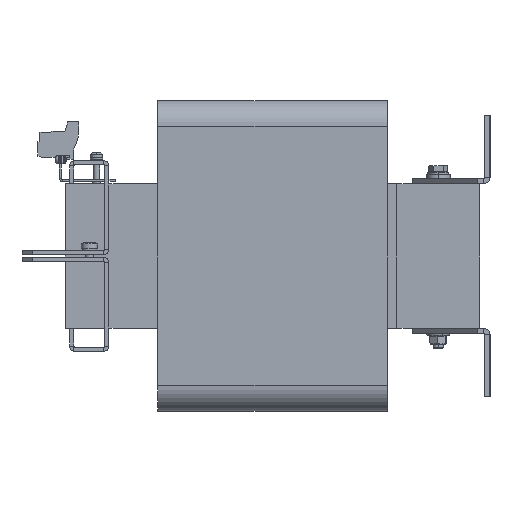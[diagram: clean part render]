
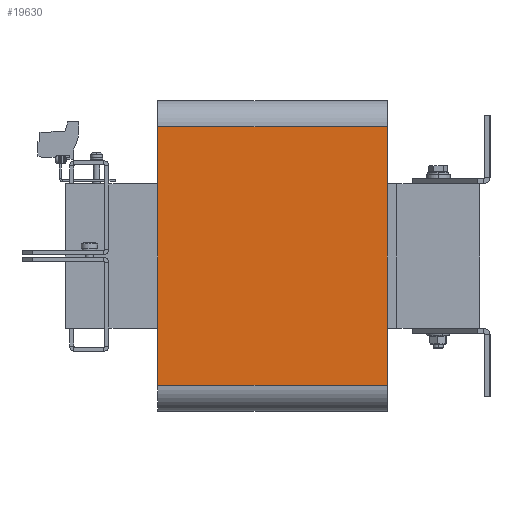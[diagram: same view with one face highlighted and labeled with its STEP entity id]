
A CAD part, left-side view. The second image highlights one B-rep face of the part: STEP entity #19630.
In plain terms, the highlighted planar face has unit normal (-1, 0, 0).
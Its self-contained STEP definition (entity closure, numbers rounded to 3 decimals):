
#1352 = CARTESIAN_POINT ( 'NONE',  ( -239., 111., -125. ) ) ;
#1496 = CARTESIAN_POINT ( 'NONE',  ( -239., 111., 0. ) ) ;
#1575 = CARTESIAN_POINT ( 'NONE',  ( -239., 111., 125. ) ) ;
#1600 = EDGE_CURVE ( 'Defeature ausgef�hrt2_55+Defeature ausgef�hrt2_52+Defeature ausgef�hrt2_56+Defeature ausgef�hrt2_54', #13842, #6777, #12213, .T. ) ;
#1832 = CARTESIAN_POINT ( 'NONE',  ( -239., 111., -125. ) ) ;
#2296 = CARTESIAN_POINT ( 'NONE',  ( -239., -111., -125. ) ) ;
#2400 = ORIENTED_EDGE ( 'NONE', *, *, #22259, .F. ) ;
#2687 = VECTOR ( 'NONE', #22002, 1000. ) ;
#3426 = VECTOR ( 'NONE', #9711, 1000. ) ;
#3769 = ORIENTED_EDGE ( 'NONE', *, *, #1600, .T. ) ;
#4762 = CARTESIAN_POINT ( 'NONE',  ( -239., -111., 125. ) ) ;
#5050 = DIRECTION ( 'NONE',  ( 0., 1., 0. ) ) ;
#5739 = CARTESIAN_POINT ( 'NONE',  ( -239., 111., 0. ) ) ;
#6093 = ORIENTED_EDGE ( 'NONE', *, *, #6442, .T. ) ;
#6442 = EDGE_CURVE ( 'Defeature ausgef�hrt2_55+Defeature ausgef�hrt2_54+Defeature ausgef�hrt2_52+Defeature ausgef�hrt2_51', #6777, #20384, #17751, .T. ) ;
#6753 = VERTEX_POINT ( 'NONE', #4762 ) ;
#6777 = VERTEX_POINT ( 'NONE', #1352 ) ;
#6788 = PLANE ( 'NONE',  #19876 ) ;
#8472 = VECTOR ( 'NONE', #12406, 1000. ) ;
#9711 = DIRECTION ( 'NONE',  ( 0., -1., 0. ) ) ;
#10215 = EDGE_CURVE ( 'Defeature ausgef�hrt2_56+Defeature ausgef�hrt2_55+Defeature ausgef�hrt2_52+Defeature ausgef�hrt2_51', #13842, #6753, #15199, .T. ) ;
#10826 = ORIENTED_EDGE ( 'NONE', *, *, #10215, .F. ) ;
#11462 = LINE ( 'NONE', #17622, #15635 ) ;
#12213 = LINE ( 'NONE', #5739, #2687 ) ;
#12406 = DIRECTION ( 'NONE',  ( 0., -1., 0. ) ) ;
#13688 = EDGE_LOOP ( 'NONE', ( #2400, #10826, #3769, #6093 ) ) ;
#13842 = VERTEX_POINT ( 'NONE', #1575 ) ;
#15199 = LINE ( 'NONE', #16476, #3426 ) ;
#15635 = VECTOR ( 'NONE', #19429, 1000. ) ;
#16476 = CARTESIAN_POINT ( 'NONE',  ( -239., 111., 125. ) ) ;
#17509 = DIRECTION ( 'NONE',  ( -1., 0., 0. ) ) ;
#17622 = CARTESIAN_POINT ( 'NONE',  ( -239., -111., 0. ) ) ;
#17751 = LINE ( 'NONE', #1832, #8472 ) ;
#19429 = DIRECTION ( 'NONE',  ( 0., 0., -1. ) ) ;
#19630 = ADVANCED_FACE ( 'Defeature ausgef�hrt2_55', ( #22474 ), #6788, .T. ) ;
#19876 = AXIS2_PLACEMENT_3D ( 'NONE', #1496, #17509, #5050 ) ;
#20384 = VERTEX_POINT ( 'NONE', #2296 ) ;
#22002 = DIRECTION ( 'NONE',  ( 0., 0., -1. ) ) ;
#22259 = EDGE_CURVE ( 'Defeature ausgef�hrt2_51+Defeature ausgef�hrt2_55+Defeature ausgef�hrt2_56+Defeature ausgef�hrt2_54', #6753, #20384, #11462, .T. ) ;
#22474 = FACE_OUTER_BOUND ( 'NONE', #13688, .T. ) ;
